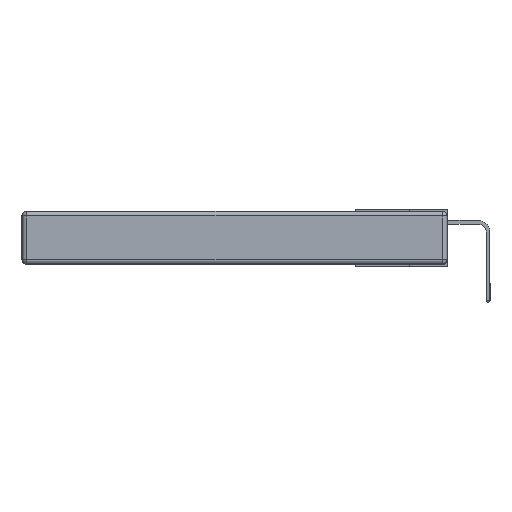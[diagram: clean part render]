
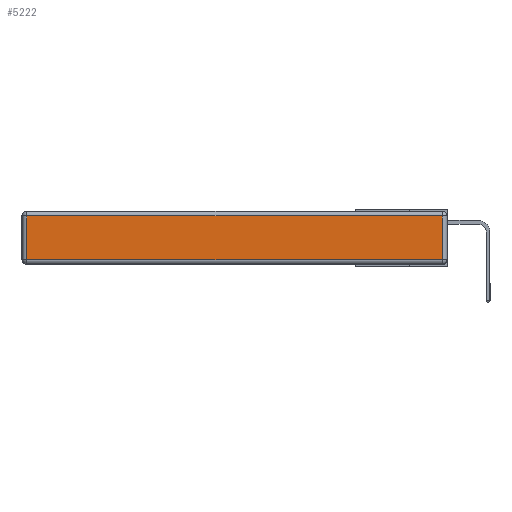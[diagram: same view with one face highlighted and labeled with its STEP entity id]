
A CAD part, left-side view. The second image highlights one B-rep face of the part: STEP entity #5222.
In plain terms, the highlighted planar face has unit normal (-1, 0, 0).
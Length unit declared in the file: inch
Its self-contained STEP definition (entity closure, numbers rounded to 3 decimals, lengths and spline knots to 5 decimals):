
#416 = LINE ( 'NONE', #5615, #17712 ) ;
#1106 = VERTEX_POINT ( 'NONE', #9330 ) ;
#1486 = ORIENTED_EDGE ( 'NONE', *, *, #7550, .T. ) ;
#2037 = CARTESIAN_POINT ( 'NONE',  ( 0., 0., -0.313 ) ) ;
#2682 = VERTEX_POINT ( 'NONE', #23953 ) ;
#3649 = DIRECTION ( 'NONE',  ( 0., 1., 0. ) ) ;
#4822 = VECTOR ( 'NONE', #5028, 39.37008 ) ;
#5028 = DIRECTION ( 'NONE',  ( 0., 0., 1. ) ) ;
#5222 = ADVANCED_FACE ( 'NONE', ( #6350 ), #8257, .T. ) ;
#5615 = CARTESIAN_POINT ( 'NONE',  ( 0., 2.75, -0.03 ) ) ;
#6350 = FACE_OUTER_BOUND ( 'NONE', #10206, .T. ) ;
#6674 = DIRECTION ( 'NONE',  ( 0., 0., -1. ) ) ;
#6891 = CARTESIAN_POINT ( 'NONE',  ( 0., 0.03, -0.343 ) ) ;
#7550 = EDGE_CURVE ( 'NONE', #2682, #1106, #17186, .T. ) ;
#8257 = PLANE ( 'NONE',  #14538 ) ;
#9314 = LINE ( 'NONE', #15986, #10492 ) ;
#9330 = CARTESIAN_POINT ( 'NONE',  ( 0., 0.03, -0.03 ) ) ;
#10177 = DIRECTION ( 'NONE',  ( -1., 0., 0. ) ) ;
#10193 = EDGE_CURVE ( 'NONE', #10783, #16945, #9314, .T. ) ;
#10206 = EDGE_LOOP ( 'NONE', ( #13361, #1486, #15706, #17739 ) ) ;
#10492 = VECTOR ( 'NONE', #6674, 39.37008 ) ;
#10783 = VERTEX_POINT ( 'NONE', #16195 ) ;
#10875 = LINE ( 'NONE', #2037, #18230 ) ;
#11028 = DIRECTION ( 'NONE',  ( 0., -1., 0. ) ) ;
#13361 = ORIENTED_EDGE ( 'NONE', *, *, #19443, .T. ) ;
#13958 = DIRECTION ( 'NONE',  ( 0., 0., 1. ) ) ;
#14538 = AXIS2_PLACEMENT_3D ( 'NONE', #21425, #10177, #13958 ) ;
#15706 = ORIENTED_EDGE ( 'NONE', *, *, #15974, .T. ) ;
#15974 = EDGE_CURVE ( 'NONE', #1106, #10783, #416, .T. ) ;
#15986 = CARTESIAN_POINT ( 'NONE',  ( 0., 2.72, -0.343 ) ) ;
#16195 = CARTESIAN_POINT ( 'NONE',  ( 0., 2.72, -0.03 ) ) ;
#16945 = VERTEX_POINT ( 'NONE', #18372 ) ;
#17186 = LINE ( 'NONE', #6891, #4822 ) ;
#17712 = VECTOR ( 'NONE', #3649, 39.37008 ) ;
#17739 = ORIENTED_EDGE ( 'NONE', *, *, #10193, .T. ) ;
#18230 = VECTOR ( 'NONE', #11028, 39.37008 ) ;
#18372 = CARTESIAN_POINT ( 'NONE',  ( 0., 2.72, -0.313 ) ) ;
#19443 = EDGE_CURVE ( 'NONE', #16945, #2682, #10875, .T. ) ;
#21425 = CARTESIAN_POINT ( 'NONE',  ( 0., 0., -0.343 ) ) ;
#23953 = CARTESIAN_POINT ( 'NONE',  ( 0., 0.03, -0.313 ) ) ;
